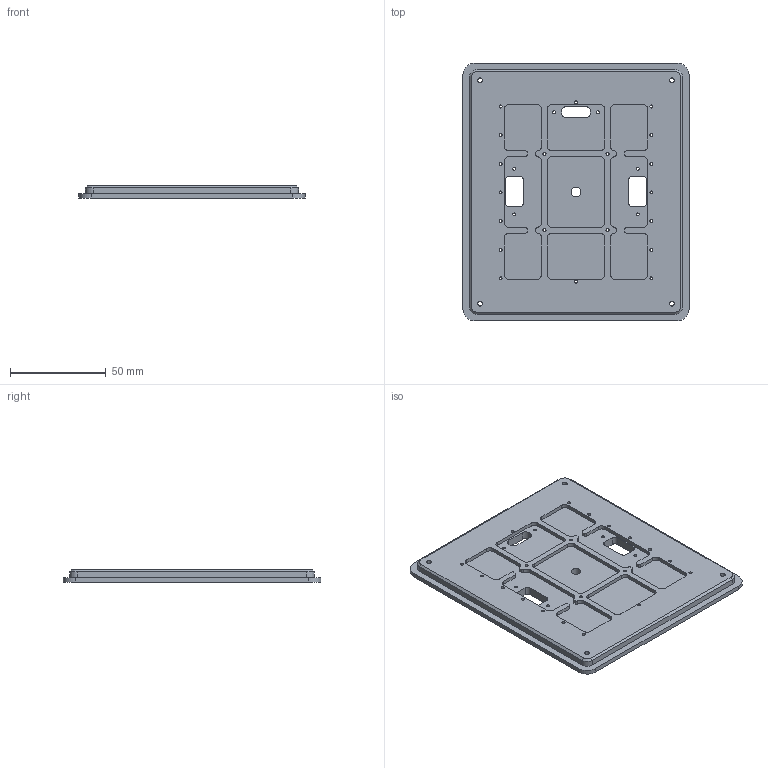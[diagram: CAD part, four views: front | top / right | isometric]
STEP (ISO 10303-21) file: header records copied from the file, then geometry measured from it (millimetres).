
FILE_DESCRIPTION(/* description */ ('STEP AP242','CAx-IF Rec.Pracs.---Representation and Presentation of Product Manufacturing Information (PMI)---4.0---2014-10-13','CAx-IF Rec.Pracs.---3D Tessellated Geometry---0.4---2014-09-14','2;1'),/* implementation_level */ '2;1');
FILE_NAME(/* name */ '6487956b7d58ed0c8612707d',/* time_stamp */ '2023-06-12T22:00:11Z',/* author */ (''),/* organization */ (''),/* preprocessor_version */ 'ST-DEVELOPER v19.4',/* originating_system */ ' ',/* authorisation */ ' ');
FILE_SCHEMA (('AP242_MANAGED_MODEL_BASED_3D_ENGINEERING_MIM_LF { 1 0 10303 442 1 1 4 }'));
Length unit declared in the file: metre
Products named in the file (1): 1U -X V2
Bounding box: 118.4 x 134.9 x 6.35 mm (x, y, z)
Volume: 80255.2 mm3; surface area: 37058.2 mm2
Topology: 1 solids, 1 shells, 183 faces, 541 edges, 366 vertices
Faces by surface type: cylinder 103, plane 76, cone 4
Full cylindrical faces by diameter (mm): 1.6 x26, 2.5 x4, 5 x1
Entity records: 6000 total; most frequent: DIRECTION 1064, CARTESIAN_POINT 1012, ORIENTED_EDGE 972, EDGE_CURVE 486, AXIS2_PLACEMENT_3D 394, VERTEX_POINT 342, EDGE_LOOP 288, FACE_BOUND 288
